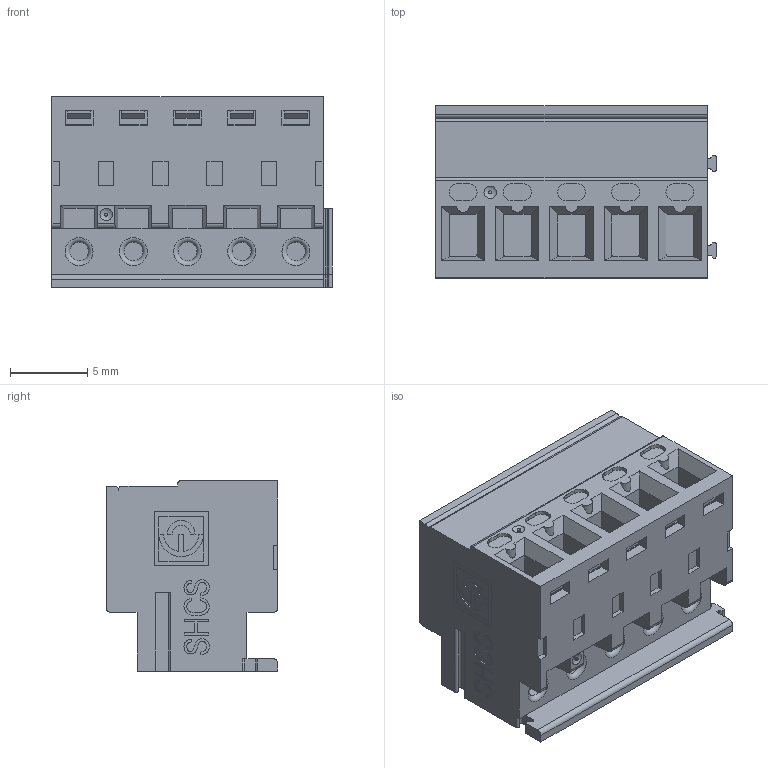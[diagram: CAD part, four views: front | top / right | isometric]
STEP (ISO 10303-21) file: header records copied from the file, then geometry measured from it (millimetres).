
FILE_DESCRIPTION(('STEP AP214'),'1');
FILE_NAME('SHCS05-3,5-Q.stp','2024-04-04T09:11:54',(' '),(' '),'Spatial InterOp 3D',' ',' ');
FILE_SCHEMA(('AUTOMOTIVE_DESIGN { 1 0 10303 214 1 1 1 1 }'));
Length unit declared in the file: metre
Products named in the file (1): 1712284083
Bounding box: 18.08 x 11.1 x 12.3 mm (x, y, z)
Volume: 1653.9 mm3; surface area: 1856.1 mm2
Topology: 1 solids, 1 shells, 592 faces, 1590 edges, 1053 vertices
Faces by surface type: plane 407, cylinder 94, extrusion 79, cone 5, torus 5, bspline 2
Full cylindrical faces by diameter (mm): 0.2 x2, 1.2 x10, 2.6 x3, 2.8 x5, 3 x5
Entity records: 22809 total; most frequent: CARTESIAN_POINT 3674, ORIENTED_EDGE 3040, DIRECTION 2696, EDGE_CURVE 1520, VECTOR 1208, LINE 1129, VERTEX_POINT 1020, AXIS2_PLACEMENT_3D 744
